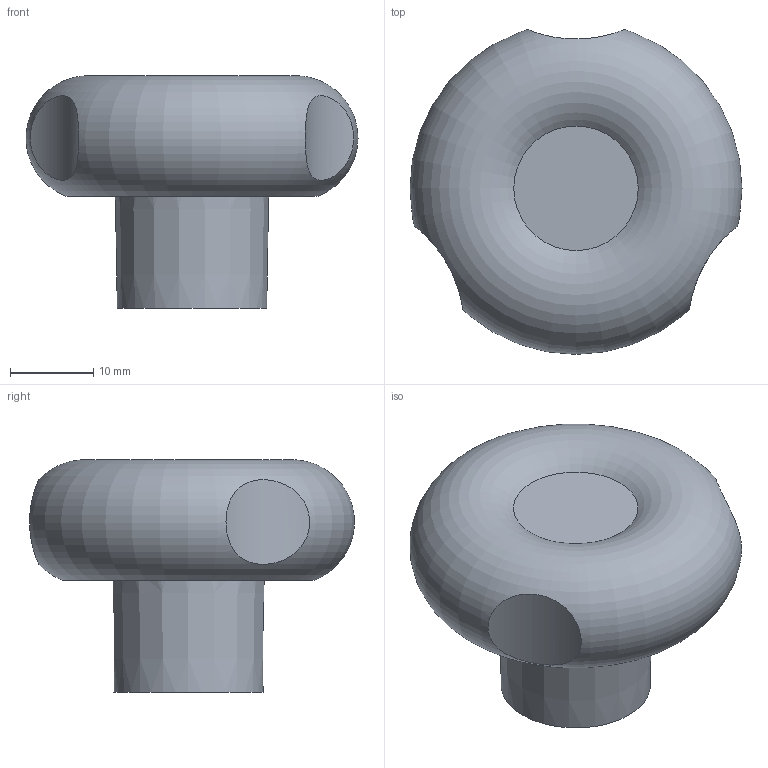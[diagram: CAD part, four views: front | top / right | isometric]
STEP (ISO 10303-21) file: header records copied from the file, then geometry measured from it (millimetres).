
FILE_DESCRIPTION( ( 'Unknown' ), '1' );
FILE_NAME( '6389040_VTB40_M08.stp', 'Unknown', ( 'Unknown' ), ( 'Unknown' ), 'PSStep 11.0', 'Unknown', ' ' );
FILE_SCHEMA( ( 'AUTOMOTIVE_DESIGN { 1 0 10303 214 1 1 1 1 }' ) );
Length unit declared in the file: millimetre
Products named in the file (1): 6389040
Bounding box: 40 x 39.13 x 27.99 mm (x, y, z)
Volume: 15824.4 mm3; surface area: 5484.6 mm2
Topology: 1 solids, 1 shells, 57 faces, 147 edges, 96 vertices
Faces by surface type: plane 19, cylinder 17, torus 13, cone 8
Full cylindrical faces by diameter (mm): 6.647 x2
Entity records: 2624 total; most frequent: CARTESIAN_POINT 894, ORIENTED_EDGE 270, DIRECTION 236, EDGE_CURVE 135, AXIS2_PLACEMENT_3D 102, VERTEX_POINT 92, EDGE_LOOP 68, FACE_OUTER_BOUND 60
